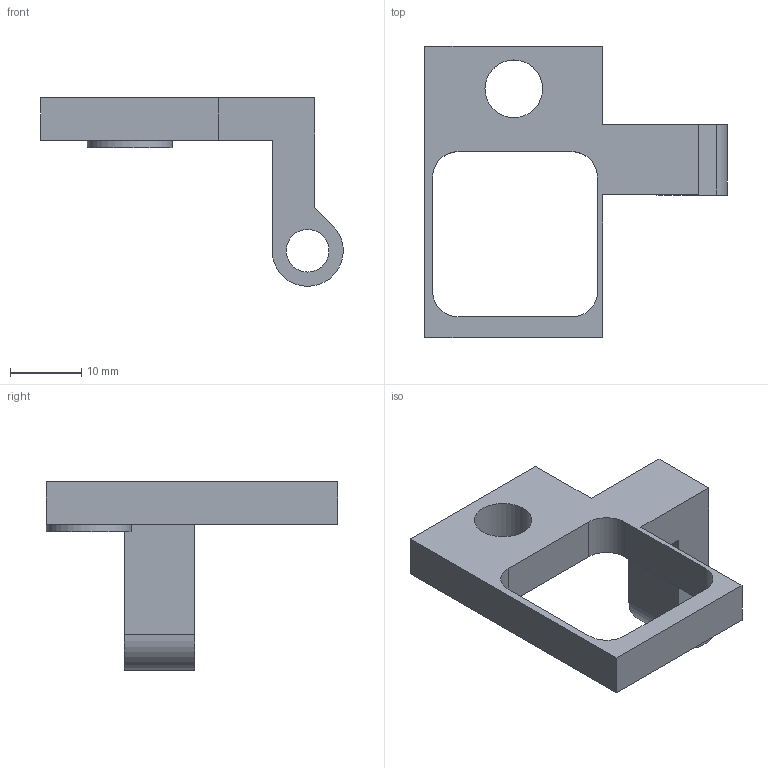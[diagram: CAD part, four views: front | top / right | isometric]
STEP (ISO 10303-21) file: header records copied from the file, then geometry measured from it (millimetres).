
FILE_DESCRIPTION(/* description */ (''),/* implementation_level */ '2;1');
FILE_NAME(/* name */ 'outside encoder left.step',/* time_stamp */ '2022-09-18T21:25:30+02:00',/* author */ (''),/* organization */ (''),/* preprocessor_version */ 'ST-DEVELOPER v19',/* originating_system */ 'Autodesk Translation Framework v11.7.0.108',/* authorisation */ '');
FILE_SCHEMA (('AUTOMOTIVE_DESIGN { 1 0 10303 214 3 1 1 }'));
Length unit declared in the file: millimetre
Products named in the file (1): outside encoder left
Bounding box: 42.49 x 41 x 26.5 mm (x, y, z)
Volume: 4729.6 mm3; surface area: 3693.7 mm2
Topology: 1 solids, 1 shells, 25 faces, 68 edges, 45 vertices
Faces by surface type: plane 17, cylinder 8
Full cylindrical faces by diameter (mm): 6 x1, 8.1 x1, 12 x1
Entity records: 836 total; most frequent: CARTESIAN_POINT 139, DIRECTION 137, ORIENTED_EDGE 136, EDGE_CURVE 68, LINE 51, VECTOR 51, VERTEX_POINT 45, AXIS2_PLACEMENT_3D 43
